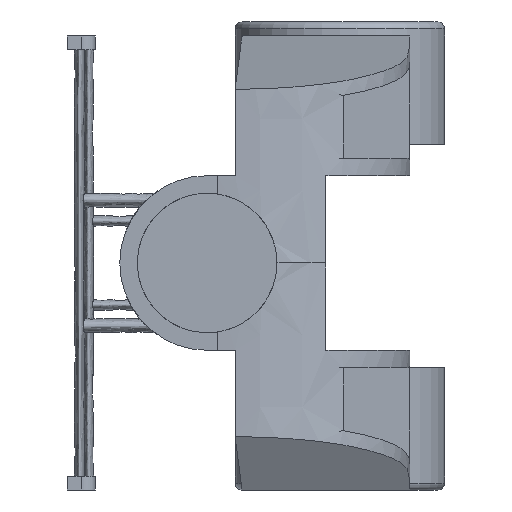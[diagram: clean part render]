
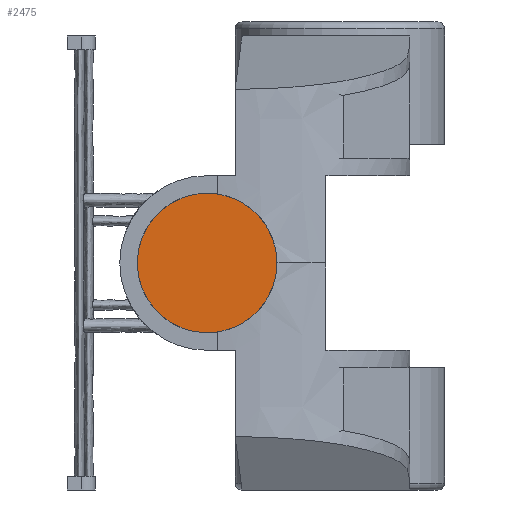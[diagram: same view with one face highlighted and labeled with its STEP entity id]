
A CAD part, left-side view. The second image highlights one B-rep face of the part: STEP entity #2475.
In plain terms, the highlighted planar face has unit normal (-1, 0, 0).
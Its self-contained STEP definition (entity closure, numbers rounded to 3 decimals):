
#680=PLANE('',#2691);
#804=FACE_OUTER_BOUND('',#950,.T.);
#950=EDGE_LOOP('',(#2283));
#1040=CIRCLE('',#2675,10.);
#1254=VERTEX_POINT('',#4715);
#1588=EDGE_CURVE('',#1254,#1254,#1040,.T.);
#2283=ORIENTED_EDGE('',*,*,#1588,.F.);
#2475=ADVANCED_FACE('',(#804),#680,.F.);
#2675=AXIS2_PLACEMENT_3D('',#4717,#3237,#3238);
#2691=AXIS2_PLACEMENT_3D('',#4810,#3293,#3294);
#3237=DIRECTION('center_axis',(1.,0.,0.));
#3238=DIRECTION('ref_axis',(0.,1.,0.));
#3293=DIRECTION('center_axis',(1.,0.,0.));
#3294=DIRECTION('ref_axis',(0.,0.,-1.));
#4715=CARTESIAN_POINT('',(50.,19.,0.));
#4717=CARTESIAN_POINT('Origin',(50.,29.,0.));
#4810=CARTESIAN_POINT('Origin',(50.,29.,5.));
